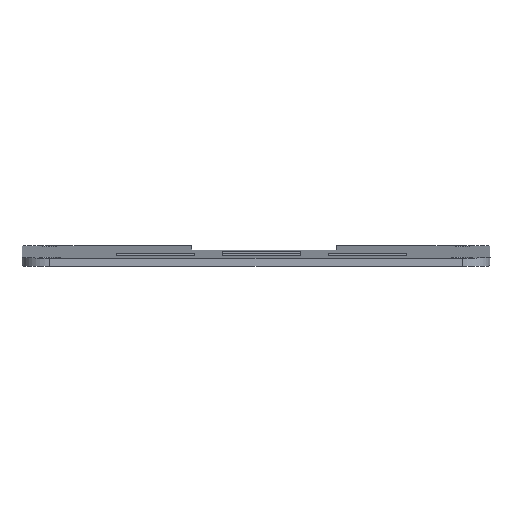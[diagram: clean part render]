
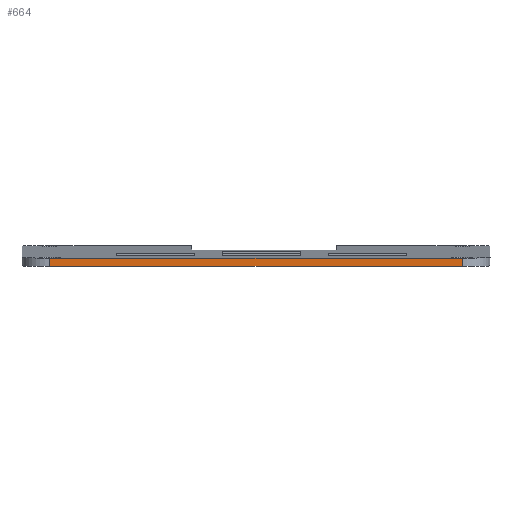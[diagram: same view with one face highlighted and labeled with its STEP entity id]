
A CAD part, front view. The second image highlights one B-rep face of the part: STEP entity #664.
In plain terms, the highlighted planar face has unit normal (0, -1, -0.026).
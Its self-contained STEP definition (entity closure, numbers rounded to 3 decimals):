
#44 = LINE ( 'NONE', #967, #681 ) ;
#52 = CARTESIAN_POINT ( 'NONE',  ( -37.392, -42.595, -12.668 ) ) ;
#54 = EDGE_CURVE ( 'NONE', #955, #426, #494, .T. ) ;
#172 = CARTESIAN_POINT ( 'NONE',  ( 36.498, -42.595, -12.668 ) ) ;
#237 = EDGE_CURVE ( 'NONE', #347, #292, #417, .T. ) ;
#250 = LINE ( 'NONE', #640, #479 ) ;
#292 = VERTEX_POINT ( 'NONE', #360 ) ;
#300 = CARTESIAN_POINT ( 'NONE',  ( 36.498, -42.595, -12.668 ) ) ;
#316 = DIRECTION ( 'NONE',  ( 0., 0.026, -1. ) ) ;
#335 = DIRECTION ( 'NONE',  ( 1., 0., 0. ) ) ;
#347 = VERTEX_POINT ( 'NONE', #52 ) ;
#360 = CARTESIAN_POINT ( 'NONE',  ( -37.392, -42.556, -14.168 ) ) ;
#417 = LINE ( 'NONE', #1253, #918 ) ;
#426 = VERTEX_POINT ( 'NONE', #300 ) ;
#455 = DIRECTION ( 'NONE',  ( 0., -1., -0.026 ) ) ;
#479 = VECTOR ( 'NONE', #335, 1000. ) ;
#494 = LINE ( 'NONE', #172, #1089 ) ;
#534 = ORIENTED_EDGE ( 'NONE', *, *, #696, .F. ) ;
#554 = CARTESIAN_POINT ( 'NONE',  ( 0.806, -42.556, -14.168 ) ) ;
#640 = CARTESIAN_POINT ( 'NONE',  ( 0.806, -42.595, -12.668 ) ) ;
#654 = EDGE_LOOP ( 'NONE', ( #733, #1062, #534, #802 ) ) ;
#664 = ADVANCED_FACE ( 'NONE', ( #859 ), #1286, .T. ) ;
#681 = VECTOR ( 'NONE', #1179, 1000. ) ;
#691 = DIRECTION ( 'NONE',  ( 0., -0.026, 1. ) ) ;
#696 = EDGE_CURVE ( 'NONE', #347, #426, #250, .T. ) ;
#733 = ORIENTED_EDGE ( 'NONE', *, *, #1176, .T. ) ;
#802 = ORIENTED_EDGE ( 'NONE', *, *, #237, .T. ) ;
#824 = CARTESIAN_POINT ( 'NONE',  ( 36.498, -42.556, -14.168 ) ) ;
#859 = FACE_OUTER_BOUND ( 'NONE', #654, .T. ) ;
#918 = VECTOR ( 'NONE', #316, 1000. ) ;
#955 = VERTEX_POINT ( 'NONE', #824 ) ;
#967 = CARTESIAN_POINT ( 'NONE',  ( 0.806, -42.556, -14.168 ) ) ;
#1060 = DIRECTION ( 'NONE',  ( -1., 0., 0. ) ) ;
#1062 = ORIENTED_EDGE ( 'NONE', *, *, #54, .T. ) ;
#1089 = VECTOR ( 'NONE', #691, 1000. ) ;
#1176 = EDGE_CURVE ( 'NONE', #292, #955, #44, .T. ) ;
#1179 = DIRECTION ( 'NONE',  ( 1., 0., 0. ) ) ;
#1253 = CARTESIAN_POINT ( 'NONE',  ( -37.392, -42.556, -14.168 ) ) ;
#1286 = PLANE ( 'NONE',  #1333 ) ;
#1333 = AXIS2_PLACEMENT_3D ( 'NONE', #554, #455, #1060 ) ;
